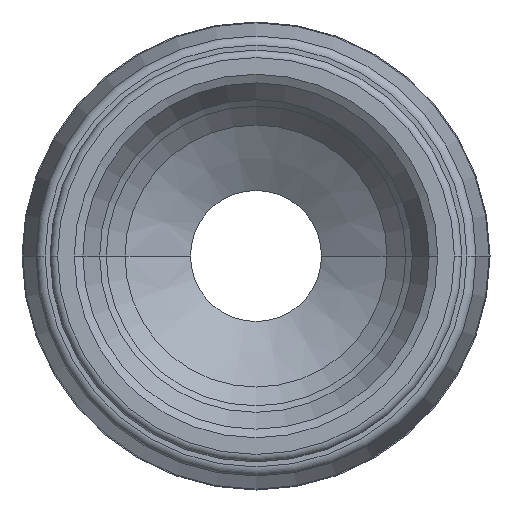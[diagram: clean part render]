
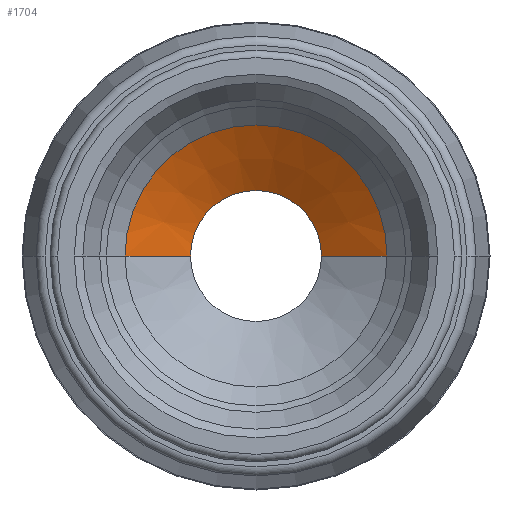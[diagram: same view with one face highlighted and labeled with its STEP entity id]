
A CAD part, left-side view. The second image highlights one B-rep face of the part: STEP entity #1704.
In plain terms, the highlighted conical face has half-angle 59 degrees and reference radius 5.25 mm.
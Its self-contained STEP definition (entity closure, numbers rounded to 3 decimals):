
#573=CARTESIAN_POINT('',(-0.597,0.,0.));
#574=DIRECTION('',(1.,0.,0.));
#575=DIRECTION('',(0.,1.,0.));
#576=AXIS2_PLACEMENT_3D('',#573,#574,#575);
#578=DIRECTION('',(-0.515,0.857,0.));
#579=VECTOR('',#578,4.083);
#580=CARTESIAN_POINT('',(-0.597,3.5,0.));
#581=LINE('',#580,#579);
#582=DIRECTION('',(-0.515,-0.857,0.));
#583=VECTOR('',#582,4.083);
#584=CARTESIAN_POINT('',(-0.597,-3.5,0.));
#585=LINE('',#584,#583);
#614=CARTESIAN_POINT('',(-2.7,0.,0.));
#615=DIRECTION('',(-1.,0.,0.));
#616=DIRECTION('',(0.,-1.,0.));
#617=AXIS2_PLACEMENT_3D('',#614,#615,#616);
#847=CARTESIAN_POINT('',(-0.597,3.5,0.));
#848=CARTESIAN_POINT('',(-0.597,-3.5,0.));
#849=VERTEX_POINT('',#847);
#850=VERTEX_POINT('',#848);
#859=CARTESIAN_POINT('',(-2.7,7.,0.));
#860=CARTESIAN_POINT('',(-2.7,-7.,0.));
#861=VERTEX_POINT('',#859);
#862=VERTEX_POINT('',#860);
#1690=CARTESIAN_POINT('',(-1.648,0.,0.));
#1691=DIRECTION('',(-1.,0.,0.));
#1692=DIRECTION('',(0.,1.,0.));
#1693=AXIS2_PLACEMENT_3D('',#1690,#1691,#1692);
#1694=CONICAL_SURFACE('',#1693,5.25,59.);
#1695=ORIENTED_EDGE('',*,*,#1680,.F.);
#1697=ORIENTED_EDGE('',*,*,#1696,.T.);
#1699=ORIENTED_EDGE('',*,*,#1698,.F.);
#1701=ORIENTED_EDGE('',*,*,#1700,.F.);
#1702=EDGE_LOOP('',(#1695,#1697,#1699,#1701));
#1703=FACE_OUTER_BOUND('',#1702,.F.);
#1704=ADVANCED_FACE('',(#1703),#1694,.F.);
#577=CIRCLE('',#576,3.5);
#618=CIRCLE('',#617,7.);
#1680=EDGE_CURVE('',#849,#850,#577,.T.);
#1696=EDGE_CURVE('',#849,#861,#581,.T.);
#1698=EDGE_CURVE('',#862,#861,#618,.T.);
#1700=EDGE_CURVE('',#850,#862,#585,.T.);
